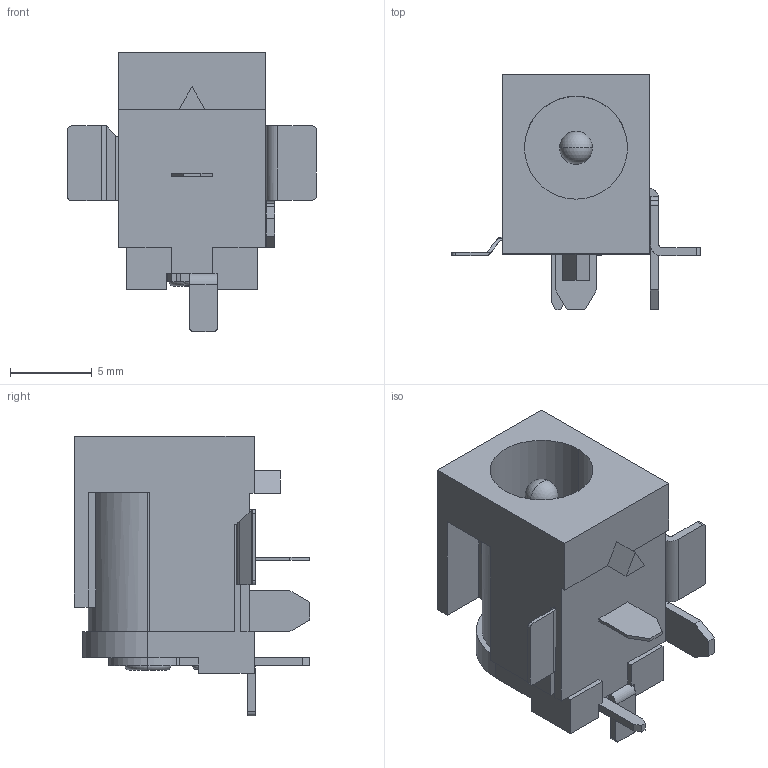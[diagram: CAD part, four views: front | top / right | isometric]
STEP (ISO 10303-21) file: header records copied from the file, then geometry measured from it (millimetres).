
FILE_DESCRIPTION(('STEP AP242'),'1');
FILE_NAME('pj-037ah-smt-tr.stp','2019-01-04T11:20:37',('TraceParts'),('TraceParts S.A.'),'Spatial InterOp 3D',' ',' ');
FILE_SCHEMA(('AP242_MANAGED_MODEL_BASED_3D_ENGINEERING_MIM_LF {1 0 10303 442 1 1 4}'));
Length unit declared in the file: millimetre
Products named in the file (1): pj-037ah-smt-tr_1
Bounding box: 15.2 x 14.4 x 17.1 mm (x, y, z)
Volume: 981.8 mm3; surface area: 1330.4 mm2
Topology: 4 solids, 4 shells, 140 faces, 377 edges, 248 vertices
Faces by surface type: plane 100, cylinder 34, torus 4, sphere 2
Entity records: 5546 total; most frequent: CARTESIAN_POINT 797, ORIENTED_EDGE 750, DIRECTION 738, EDGE_CURVE 375, LINE 284, VECTOR 284, VERTEX_POINT 248, AXIS2_PLACEMENT_3D 227
